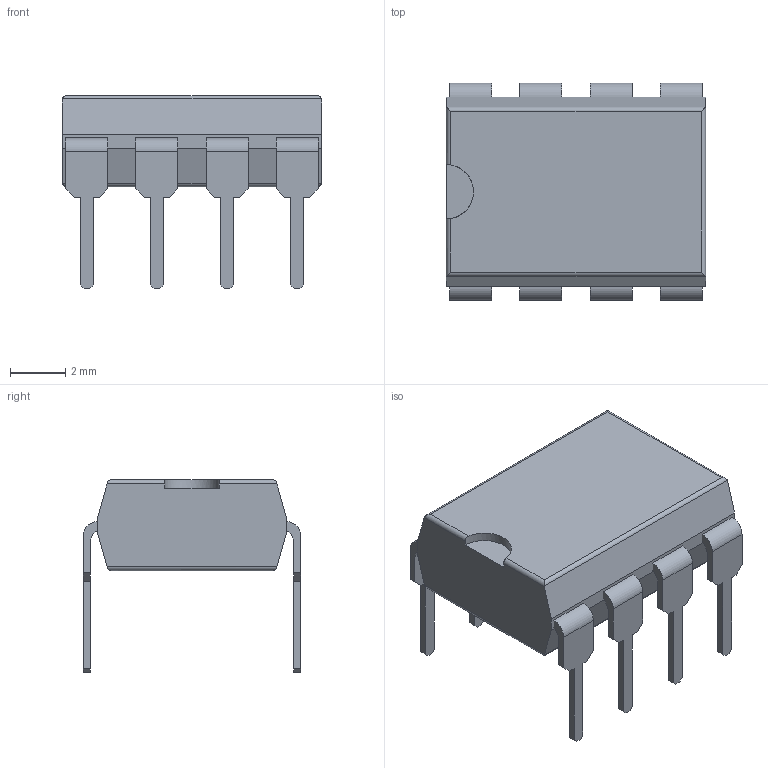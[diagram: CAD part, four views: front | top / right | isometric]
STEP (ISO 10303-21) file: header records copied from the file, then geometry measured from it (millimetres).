
FILE_DESCRIPTION(/* description */ (''),/* implementation_level */ '2;1');
FILE_NAME(/* name */ 'Package-DIP-8.step',/* time_stamp */ '2023-10-29T18:21:05+01:00',/* author */ (''),/* organization */ (''),/* preprocessor_version */ 'ST-DEVELOPER v20',/* originating_system */ 'Autodesk Translation Framework v12.14.0.127',/* authorisation */ '');
FILE_SCHEMA (('AUTOMOTIVE_DESIGN { 1 0 10303 214 3 1 1 }'));
Length unit declared in the file: millimetre
Products named in the file (3): Package-DIP-8; Leads; Body
Assembly tree (2 placements, depth 2):
  Package-DIP-8
    Leads
    Body
Bounding box: 9.4 x 7.87 x 6.99 mm (x, y, z)
Volume: 222.7 mm3; surface area: 417.6 mm2
Topology: 5 solids, 5 shells, 141 faces, 393 edges, 262 vertices
Faces by surface type: plane 115, cylinder 26
Entity records: 4597 total; most frequent: CARTESIAN_POINT 820, ORIENTED_EDGE 786, DIRECTION 735, EDGE_CURVE 393, LINE 341, VECTOR 341, VERTEX_POINT 262, AXIS2_PLACEMENT_3D 197
